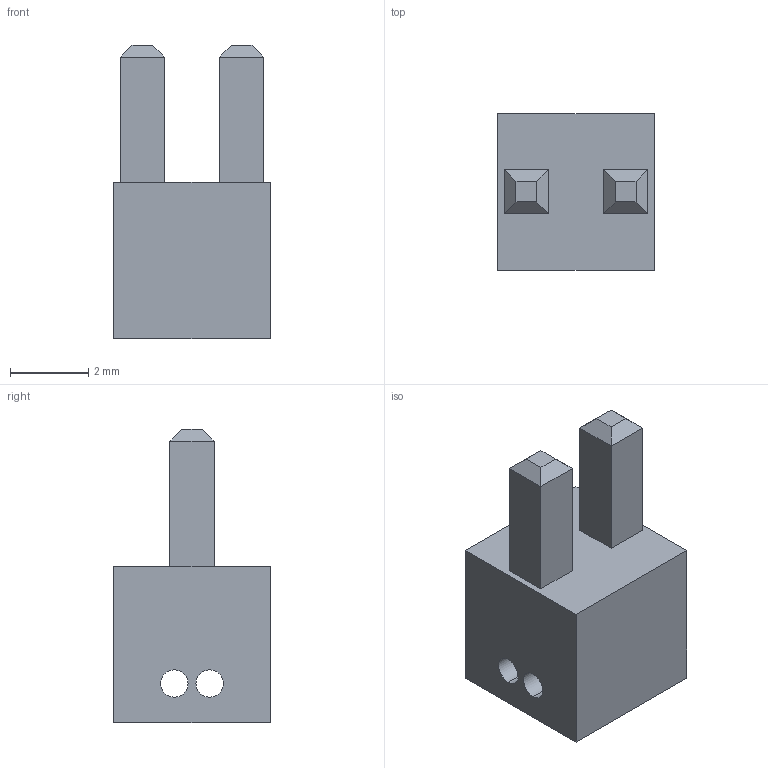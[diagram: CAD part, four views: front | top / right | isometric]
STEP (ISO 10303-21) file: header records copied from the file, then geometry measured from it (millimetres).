
FILE_DESCRIPTION (( 'STEP AP203' ), '1' );
FILE_NAME ('91446-C.STEP', '2014-04-07T09:28:02', ( 'Hajo' ), ( 'Microsoft' ), 'SwSTEP 2.0', 'SolidWorks 2011', '' );
FILE_SCHEMA (( 'CONFIG_CONTROL_DESIGN' ));
Length unit declared in the file: millimetre
Products named in the file (1): 91446-C
Bounding box: 4 x 4 x 7.5 mm (x, y, z)
Volume: 69.5 mm3; surface area: 141.8 mm2
Topology: 1 solids, 1 shells, 28 faces, 64 edges, 40 vertices
Faces by surface type: plane 24, cylinder 4
Entity records: 857 total; most frequent: CARTESIAN_POINT 133, DIRECTION 130, ORIENTED_EDGE 128, EDGE_CURVE 64, LINE 56, VECTOR 56, VERTEX_POINT 40, AXIS2_PLACEMENT_3D 37
